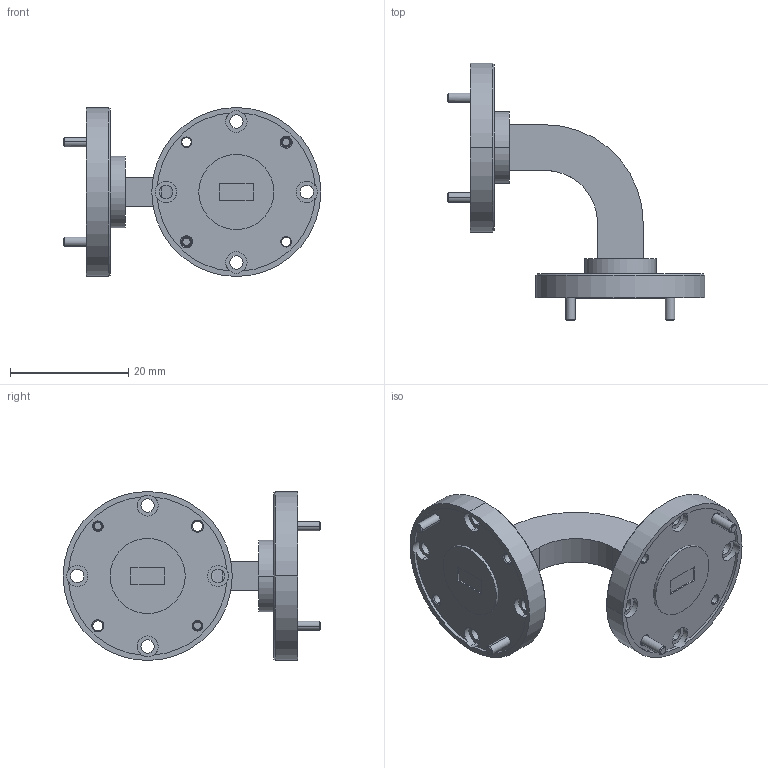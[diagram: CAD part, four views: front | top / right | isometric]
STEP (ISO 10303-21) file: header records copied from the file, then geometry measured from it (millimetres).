
FILE_DESCRIPTION (( 'STEP AP214' ), '1' );
FILE_NAME ('WB-HQ-A, Defeatured.STEP', '2024-01-11T01:23:23', ( '' ), ( '' ), 'SwSTEP 2.0', 'SolidWorks 2021', '' );
FILE_SCHEMA (( 'AUTOMOTIVE_DESIGN' ));
Length unit declared in the file: inch
Products named in the file (1): WB-HQ-A, Defeatured
Bounding box: 43.56 x 43.56 x 28.57 mm (x, y, z)
Volume: 6382.8 mm3; surface area: 4669.9 mm2
Topology: 1 solids, 1 shells, 168 faces, 402 edges, 258 vertices
Faces by surface type: cylinder 86, plane 46, cone 36
Entity records: 7150 total; most frequent: DIRECTION 970, CARTESIAN_POINT 829, ORIENTED_EDGE 804, EDGE_CURVE 402, AXIS2_PLACEMENT_3D 399, VERTEX_POINT 258, CIRCLE 230, EDGE_LOOP 214
